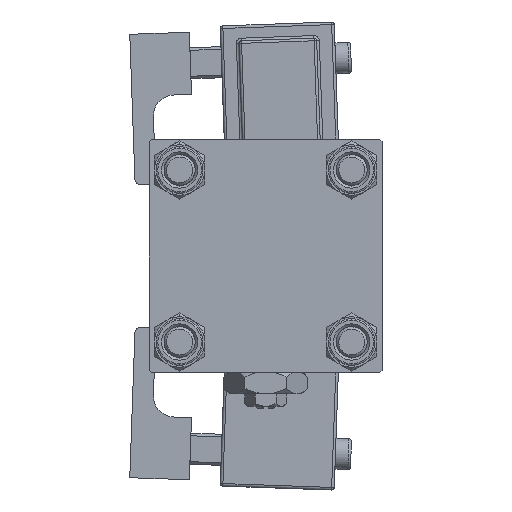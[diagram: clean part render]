
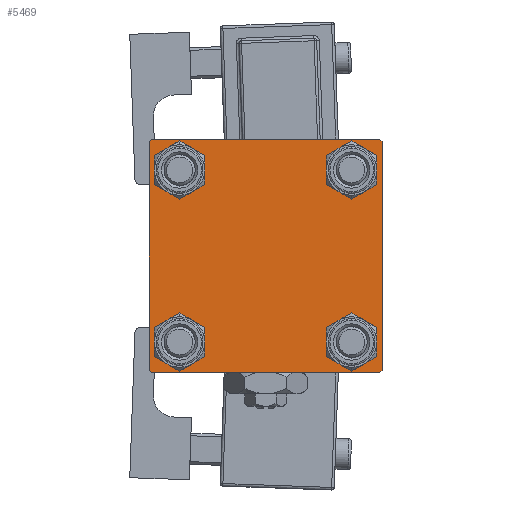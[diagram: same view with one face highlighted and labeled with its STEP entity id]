
A CAD part, left-side view. The second image highlights one B-rep face of the part: STEP entity #5469.
In plain terms, the highlighted planar face has unit normal (-1, 0, 0).
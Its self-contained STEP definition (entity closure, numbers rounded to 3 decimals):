
#455 = CARTESIAN_POINT ( 'NONE',  ( 0., -16.6, -16.6 ) ) ;
#1090 = EDGE_CURVE ( 'NONE', #32027, #28752, #28738, .T. ) ;
#1817 = CIRCLE ( 'NONE', #43509, 3.5 ) ;
#2228 = CARTESIAN_POINT ( 'NONE',  ( 0., 16.6, -13.1 ) ) ;
#2368 = FACE_BOUND ( 'NONE', #23216, .T. ) ;
#2583 = VERTEX_POINT ( 'NONE', #2228 ) ;
#2588 = VECTOR ( 'NONE', #41696, 1000. ) ;
#2615 = CARTESIAN_POINT ( 'NONE',  ( 0., 22.5, 22.5 ) ) ;
#3629 = ORIENTED_EDGE ( 'NONE', *, *, #11543, .T. ) ;
#4266 = CARTESIAN_POINT ( 'NONE',  ( 0., 16.6, -16.6 ) ) ;
#4514 = AXIS2_PLACEMENT_3D ( 'NONE', #43017, #29675, #20106 ) ;
#4706 = DIRECTION ( 'NONE',  ( 0., 0., 1. ) ) ;
#5278 = CARTESIAN_POINT ( 'NONE',  ( 0., -16.6, 16.6 ) ) ;
#5469 = ADVANCED_FACE ( 'NONE', ( #33464, #24755, #20959, #2368, #21256 ), #20398, .T. ) ;
#6325 = ORIENTED_EDGE ( 'NONE', *, *, #45951, .F. ) ;
#6393 = CARTESIAN_POINT ( 'NONE',  ( 0., 16.6, 13.1 ) ) ;
#7155 = CARTESIAN_POINT ( 'NONE',  ( 0., -22., 22.5 ) ) ;
#7322 = EDGE_CURVE ( 'NONE', #37129, #49506, #26412, .T. ) ;
#7481 = ORIENTED_EDGE ( 'NONE', *, *, #32724, .T. ) ;
#7810 = AXIS2_PLACEMENT_3D ( 'NONE', #11830, #32759, #24340 ) ;
#8211 = CIRCLE ( 'NONE', #52670, 3.5 ) ;
#8573 = EDGE_CURVE ( 'NONE', #42794, #44027, #24882, .T. ) ;
#8618 = AXIS2_PLACEMENT_3D ( 'NONE', #455, #18190, #17908 ) ;
#8623 = VECTOR ( 'NONE', #19280, 1000. ) ;
#8734 = EDGE_CURVE ( 'NONE', #32027, #54089, #24011, .T. ) ;
#10071 = ORIENTED_EDGE ( 'NONE', *, *, #42339, .T. ) ;
#11002 = DIRECTION ( 'NONE',  ( 0., 0.707, 0.707 ) ) ;
#11259 = ORIENTED_EDGE ( 'NONE', *, *, #18892, .T. ) ;
#11543 = EDGE_CURVE ( 'NONE', #49506, #23884, #41079, .T. ) ;
#11830 = CARTESIAN_POINT ( 'NONE',  ( 0., 16.6, 16.6 ) ) ;
#11925 = LINE ( 'NONE', #2615, #8623 ) ;
#13327 = EDGE_CURVE ( 'NONE', #2583, #36687, #8211, .T. ) ;
#13384 = CARTESIAN_POINT ( 'NONE',  ( 0., 16.6, -20.1 ) ) ;
#13443 = DIRECTION ( 'NONE',  ( 1., 0., 0. ) ) ;
#13643 = CARTESIAN_POINT ( 'NONE',  ( 0., -22.5, 22.5 ) ) ;
#13651 = CIRCLE ( 'NONE', #39570, 3.5 ) ;
#14429 = DIRECTION ( 'NONE',  ( 0., 0., 1. ) ) ;
#14516 = ORIENTED_EDGE ( 'NONE', *, *, #43652, .T. ) ;
#15678 = ORIENTED_EDGE ( 'NONE', *, *, #51528, .T. ) ;
#16568 = CARTESIAN_POINT ( 'NONE',  ( 0., -22.5, 22. ) ) ;
#16597 = ORIENTED_EDGE ( 'NONE', *, *, #13327, .T. ) ;
#17494 = EDGE_LOOP ( 'NONE', ( #16597, #15678 ) ) ;
#17908 = DIRECTION ( 'NONE',  ( 0., 0., 1. ) ) ;
#18079 = DIRECTION ( 'NONE',  ( 1., 0., 0. ) ) ;
#18190 = DIRECTION ( 'NONE',  ( 1., 0., 0. ) ) ;
#18790 = CARTESIAN_POINT ( 'NONE',  ( 0., 16.6, 16.6 ) ) ;
#18892 = EDGE_CURVE ( 'NONE', #31785, #21931, #1817, .T. ) ;
#19126 = VECTOR ( 'NONE', #40165, 1000. ) ;
#19280 = DIRECTION ( 'NONE',  ( 0., 0., -1. ) ) ;
#19303 = VERTEX_POINT ( 'NONE', #16568 ) ;
#19476 = EDGE_LOOP ( 'NONE', ( #14516, #10071 ) ) ;
#19768 = ORIENTED_EDGE ( 'NONE', *, *, #8573, .T. ) ;
#19923 = CARTESIAN_POINT ( 'NONE',  ( 0., 22.25, 22.25 ) ) ;
#20106 = DIRECTION ( 'NONE',  ( 0., 0., 1. ) ) ;
#20382 = DIRECTION ( 'NONE',  ( 0., -0.707, 0.707 ) ) ;
#20398 = PLANE ( 'NONE',  #4514 ) ;
#20711 = CARTESIAN_POINT ( 'NONE',  ( 0., -16.6, -16.6 ) ) ;
#20959 = FACE_BOUND ( 'NONE', #17494, .T. ) ;
#21256 = FACE_OUTER_BOUND ( 'NONE', #30061, .T. ) ;
#21786 = DIRECTION ( 'NONE',  ( 0., 0., -1. ) ) ;
#21931 = VERTEX_POINT ( 'NONE', #26465 ) ;
#22475 = CARTESIAN_POINT ( 'NONE',  ( 0., 22.5, -22. ) ) ;
#22828 = VECTOR ( 'NONE', #20382, 1000. ) ;
#23035 = CIRCLE ( 'NONE', #37838, 3.5 ) ;
#23216 = EDGE_LOOP ( 'NONE', ( #19768, #7481 ) ) ;
#23249 = LINE ( 'NONE', #24094, #54476 ) ;
#23598 = CIRCLE ( 'NONE', #7810, 3.5 ) ;
#23884 = VERTEX_POINT ( 'NONE', #47946 ) ;
#23954 = DIRECTION ( 'NONE',  ( 0., -1., 0. ) ) ;
#24011 = LINE ( 'NONE', #19923, #2588 ) ;
#24094 = CARTESIAN_POINT ( 'NONE',  ( 0., -22.25, 22.25 ) ) ;
#24340 = DIRECTION ( 'NONE',  ( 0., 0., 1. ) ) ;
#24755 = FACE_BOUND ( 'NONE', #30143, .T. ) ;
#24882 = CIRCLE ( 'NONE', #55490, 3.5 ) ;
#24969 = VECTOR ( 'NONE', #56884, 1000. ) ;
#25036 = CARTESIAN_POINT ( 'NONE',  ( 0., -22.25, -22.25 ) ) ;
#25227 = EDGE_CURVE ( 'NONE', #54089, #37129, #11925, .T. ) ;
#25317 = LINE ( 'NONE', #25036, #22828 ) ;
#25559 = CARTESIAN_POINT ( 'NONE',  ( 0., -22.5, -22. ) ) ;
#25600 = CARTESIAN_POINT ( 'NONE',  ( 0., 22., 22.5 ) ) ;
#26025 = ORIENTED_EDGE ( 'NONE', *, *, #8734, .T. ) ;
#26412 = LINE ( 'NONE', #33965, #24969 ) ;
#26465 = CARTESIAN_POINT ( 'NONE',  ( 0., -16.6, -13.1 ) ) ;
#27156 = CARTESIAN_POINT ( 'NONE',  ( 0., 16.6, 20.1 ) ) ;
#28738 = LINE ( 'NONE', #40735, #19126 ) ;
#28752 = VERTEX_POINT ( 'NONE', #7155 ) ;
#29124 = DIRECTION ( 'NONE',  ( 1., 0., 0. ) ) ;
#29329 = CARTESIAN_POINT ( 'NONE',  ( 0., 22.5, 22. ) ) ;
#29410 = DIRECTION ( 'NONE',  ( 0., 0., 1. ) ) ;
#29483 = ORIENTED_EDGE ( 'NONE', *, *, #25227, .T. ) ;
#29675 = DIRECTION ( 'NONE',  ( -1., 0., 0. ) ) ;
#30061 = EDGE_LOOP ( 'NONE', ( #29483, #35441, #3629, #39854, #6325, #37354, #30545, #26025 ) ) ;
#30143 = EDGE_LOOP ( 'NONE', ( #35339, #11259 ) ) ;
#30493 = LINE ( 'NONE', #13643, #54601 ) ;
#30545 = ORIENTED_EDGE ( 'NONE', *, *, #1090, .F. ) ;
#31785 = VERTEX_POINT ( 'NONE', #34933 ) ;
#32027 = VERTEX_POINT ( 'NONE', #25600 ) ;
#32724 = EDGE_CURVE ( 'NONE', #44027, #42794, #23598, .T. ) ;
#32759 = DIRECTION ( 'NONE',  ( 1., 0., 0. ) ) ;
#33464 = FACE_BOUND ( 'NONE', #19476, .T. ) ;
#33965 = CARTESIAN_POINT ( 'NONE',  ( 0., 22.25, -22.25 ) ) ;
#34933 = CARTESIAN_POINT ( 'NONE',  ( 0., -16.6, -20.1 ) ) ;
#35226 = CIRCLE ( 'NONE', #42633, 3.5 ) ;
#35339 = ORIENTED_EDGE ( 'NONE', *, *, #57188, .T. ) ;
#35349 = DIRECTION ( 'NONE',  ( 0., 0., 1. ) ) ;
#35441 = ORIENTED_EDGE ( 'NONE', *, *, #7322, .T. ) ;
#35670 = CARTESIAN_POINT ( 'NONE',  ( 0., -16.6, 20.1 ) ) ;
#36437 = CIRCLE ( 'NONE', #8618, 3.5 ) ;
#36514 = EDGE_CURVE ( 'NONE', #23884, #44917, #25317, .T. ) ;
#36687 = VERTEX_POINT ( 'NONE', #13384 ) ;
#37129 = VERTEX_POINT ( 'NONE', #22475 ) ;
#37354 = ORIENTED_EDGE ( 'NONE', *, *, #42642, .T. ) ;
#37838 = AXIS2_PLACEMENT_3D ( 'NONE', #38561, #38841, #47841 ) ;
#38561 = CARTESIAN_POINT ( 'NONE',  ( 0., -16.6, 16.6 ) ) ;
#38841 = DIRECTION ( 'NONE',  ( 1., 0., 0. ) ) ;
#39570 = AXIS2_PLACEMENT_3D ( 'NONE', #5278, #18079, #4706 ) ;
#39854 = ORIENTED_EDGE ( 'NONE', *, *, #36514, .T. ) ;
#40165 = DIRECTION ( 'NONE',  ( 0., -1., 0. ) ) ;
#40735 = CARTESIAN_POINT ( 'NONE',  ( 0., 22.5, 22.5 ) ) ;
#41011 = DIRECTION ( 'NONE',  ( 0., 0., 1. ) ) ;
#41079 = LINE ( 'NONE', #54428, #43346 ) ;
#41696 = DIRECTION ( 'NONE',  ( 0., 0.707, -0.707 ) ) ;
#42339 = EDGE_CURVE ( 'NONE', #49262, #56926, #13651, .T. ) ;
#42633 = AXIS2_PLACEMENT_3D ( 'NONE', #4266, #44906, #35349 ) ;
#42642 = EDGE_CURVE ( 'NONE', #19303, #28752, #23249, .T. ) ;
#42794 = VERTEX_POINT ( 'NONE', #27156 ) ;
#43017 = CARTESIAN_POINT ( 'NONE',  ( 0., 0., 0. ) ) ;
#43346 = VECTOR ( 'NONE', #23954, 1000. ) ;
#43509 = AXIS2_PLACEMENT_3D ( 'NONE', #20711, #29124, #29410 ) ;
#43652 = EDGE_CURVE ( 'NONE', #56926, #49262, #23035, .T. ) ;
#44027 = VERTEX_POINT ( 'NONE', #6393 ) ;
#44906 = DIRECTION ( 'NONE',  ( 1., 0., 0. ) ) ;
#44917 = VERTEX_POINT ( 'NONE', #25559 ) ;
#45951 = EDGE_CURVE ( 'NONE', #19303, #44917, #30493, .T. ) ;
#46060 = CARTESIAN_POINT ( 'NONE',  ( 0., -16.6, 13.1 ) ) ;
#47841 = DIRECTION ( 'NONE',  ( 0., 0., 1. ) ) ;
#47946 = CARTESIAN_POINT ( 'NONE',  ( 0., -22., -22.5 ) ) ;
#49262 = VERTEX_POINT ( 'NONE', #46060 ) ;
#49264 = DIRECTION ( 'NONE',  ( 1., 0., 0. ) ) ;
#49506 = VERTEX_POINT ( 'NONE', #54059 ) ;
#49707 = CARTESIAN_POINT ( 'NONE',  ( 0., 16.6, -16.6 ) ) ;
#51528 = EDGE_CURVE ( 'NONE', #36687, #2583, #35226, .T. ) ;
#52670 = AXIS2_PLACEMENT_3D ( 'NONE', #49707, #13443, #41011 ) ;
#54059 = CARTESIAN_POINT ( 'NONE',  ( 0., 22., -22.5 ) ) ;
#54089 = VERTEX_POINT ( 'NONE', #29329 ) ;
#54428 = CARTESIAN_POINT ( 'NONE',  ( 0., 22.5, -22.5 ) ) ;
#54476 = VECTOR ( 'NONE', #11002, 1000. ) ;
#54601 = VECTOR ( 'NONE', #21786, 1000. ) ;
#55490 = AXIS2_PLACEMENT_3D ( 'NONE', #18790, #49264, #14429 ) ;
#56884 = DIRECTION ( 'NONE',  ( 0., -0.707, -0.707 ) ) ;
#56926 = VERTEX_POINT ( 'NONE', #35670 ) ;
#57188 = EDGE_CURVE ( 'NONE', #21931, #31785, #36437, .T. ) ;
